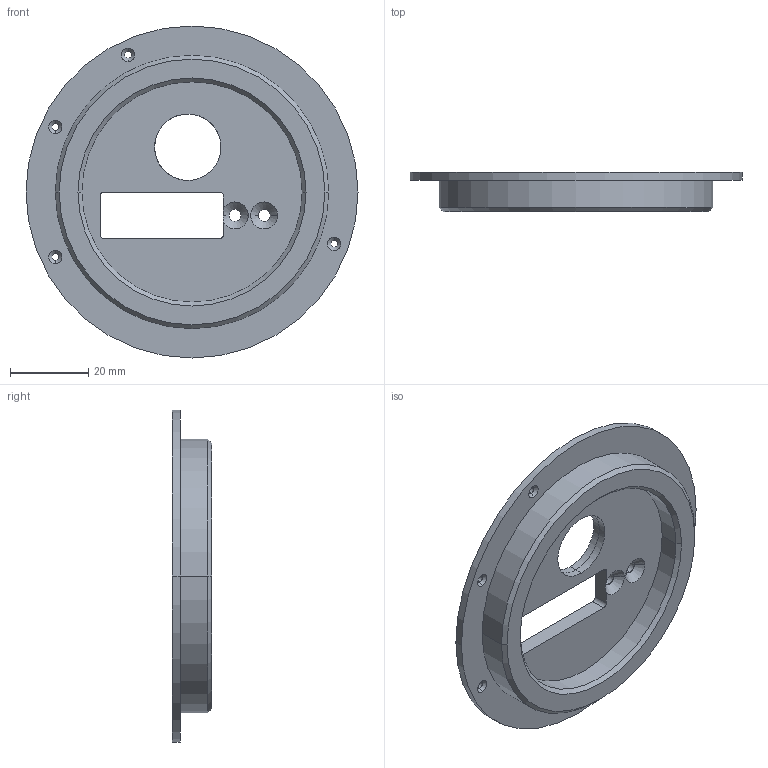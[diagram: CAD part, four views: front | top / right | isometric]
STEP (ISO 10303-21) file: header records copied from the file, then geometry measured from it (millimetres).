
FILE_DESCRIPTION((''),'2;1');
FILE_NAME('SLOWFEED_DF83VRING_V1_2','2025-05-10T23:12:50',('rdunn'),(''),'CREO PARAMETRIC BY PTC INC, 2024273','CREO PARAMETRIC BY PTC INC, 2024273','');
FILE_SCHEMA(('CONFIG_CONTROL_DESIGN'));
Length unit declared in the file: millimetre
Products named in the file (1): SLOWFEED_DF83VRING_V1_2
Bounding box: 85 x 10 x 85 mm (x, y, z)
Volume: 24392.3 mm3; surface area: 13871 mm2
Topology: 1 solids, 1 shells, 50 faces, 131 edges, 84 vertices
Faces by surface type: cylinder 22, cone 16, plane 8, extrusion 4
Entity records: 1722 total; most frequent: CARTESIAN_POINT 374, DIRECTION 283, ORIENTED_EDGE 262, EDGE_CURVE 131, AXIS2_PLACEMENT_3D 110, VERTEX_POINT 84, EDGE_LOOP 67, CIRCLE 64
